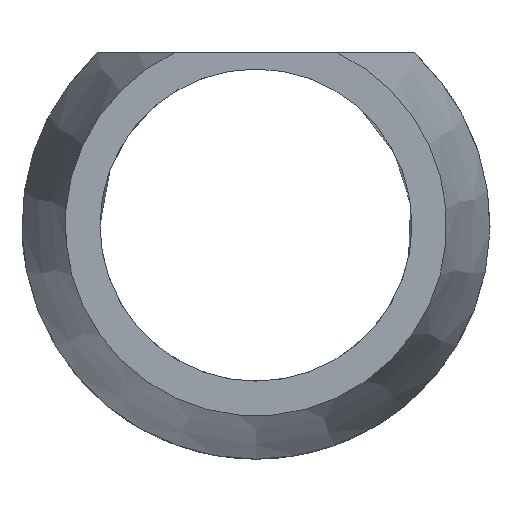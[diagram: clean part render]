
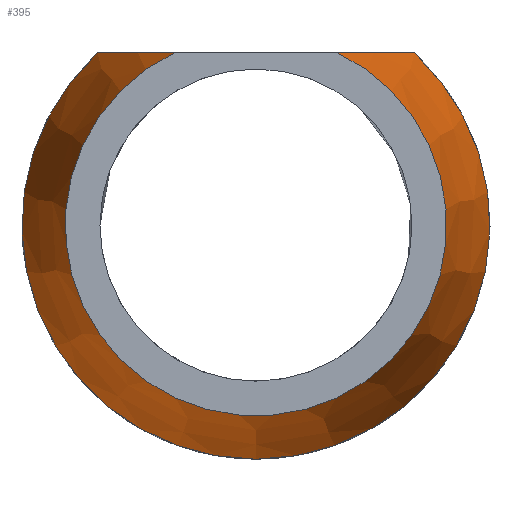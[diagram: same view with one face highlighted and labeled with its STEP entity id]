
A CAD part, front view. The second image highlights one B-rep face of the part: STEP entity #395.
In plain terms, the highlighted conical face has half-angle 12.804 degrees and reference radius 13.5 mm.
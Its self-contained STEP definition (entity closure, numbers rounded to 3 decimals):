
#15=CONICAL_SURFACE('',#449,13.5,0.223);
#16=(
BOUNDED_CURVE()
B_SPLINE_CURVE(2,(#707,#708,#709),.UNSPECIFIED.,.F.,.F.)
B_SPLINE_CURVE_WITH_KNOTS((3,3),(0.,1.186),.UNSPECIFIED.)
CURVE()
GEOMETRIC_REPRESENTATION_ITEM()
RATIONAL_B_SPLINE_CURVE((1.,1.017,1.))
REPRESENTATION_ITEM('')
);
#17=(
BOUNDED_CURVE()
B_SPLINE_CURVE(2,(#712,#713,#714),.UNSPECIFIED.,.F.,.F.)
B_SPLINE_CURVE_WITH_KNOTS((3,3),(0.,1.186),.UNSPECIFIED.)
CURVE()
GEOMETRIC_REPRESENTATION_ITEM()
RATIONAL_B_SPLINE_CURVE((1.,1.017,1.))
REPRESENTATION_ITEM('')
);
#33=CIRCLE('',#435,13.5);
#39=CIRCLE('',#450,11.);
#132=FACE_OUTER_BOUND('',#155,.T.);
#155=EDGE_LOOP('',(#361,#362,#363,#364));
#188=VERTEX_POINT('',#663);
#189=VERTEX_POINT('',#665);
#194=VERTEX_POINT('',#706);
#195=VERTEX_POINT('',#711);
#234=EDGE_CURVE('',#189,#188,#33,.T.);
#247=EDGE_CURVE('',#188,#194,#16,.T.);
#249=EDGE_CURVE('',#195,#189,#17,.T.);
#254=EDGE_CURVE('',#195,#194,#39,.T.);
#361=ORIENTED_EDGE('',*,*,#247,.T.);
#362=ORIENTED_EDGE('',*,*,#254,.F.);
#363=ORIENTED_EDGE('',*,*,#249,.T.);
#364=ORIENTED_EDGE('',*,*,#234,.T.);
#395=ADVANCED_FACE('',(#132),#15,.T.);
#435=AXIS2_PLACEMENT_3D('',#666,#521,#522);
#449=AXIS2_PLACEMENT_3D('',#723,#560,#561);
#450=AXIS2_PLACEMENT_3D('',#724,#562,#563);
#521=DIRECTION('center_axis',(0.,-1.,0.));
#522=DIRECTION('ref_axis',(-1.,0.,0.));
#560=DIRECTION('center_axis',(0.,1.,0.));
#561=DIRECTION('ref_axis',(0.,0.,-1.));
#562=DIRECTION('center_axis',(0.,-1.,0.));
#563=DIRECTION('ref_axis',(1.,0.,0.));
#663=CARTESIAN_POINT('',(9.137,22.,9.938));
#665=CARTESIAN_POINT('',(-9.137,22.,9.938));
#666=CARTESIAN_POINT('Origin',(0.,22.,0.));
#706=CARTESIAN_POINT('',(4.715,11.,9.938));
#707=CARTESIAN_POINT('Ctrl Pts',(9.137,22.,9.938));
#708=CARTESIAN_POINT('Ctrl Pts',(6.7,14.744,9.938));
#709=CARTESIAN_POINT('Ctrl Pts',(4.715,11.,9.938));
#711=CARTESIAN_POINT('',(-4.715,11.,9.938));
#712=CARTESIAN_POINT('Ctrl Pts',(-4.715,11.,9.938));
#713=CARTESIAN_POINT('Ctrl Pts',(-6.7,14.744,9.938));
#714=CARTESIAN_POINT('Ctrl Pts',(-9.137,22.,9.938));
#723=CARTESIAN_POINT('Origin',(0.,22.,0.));
#724=CARTESIAN_POINT('Origin',(0.,11.,0.));
